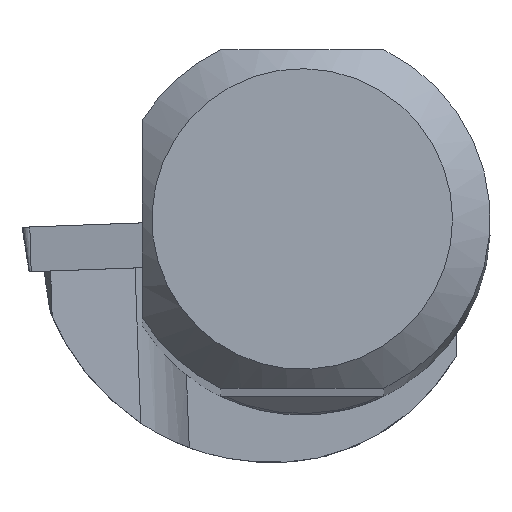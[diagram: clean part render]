
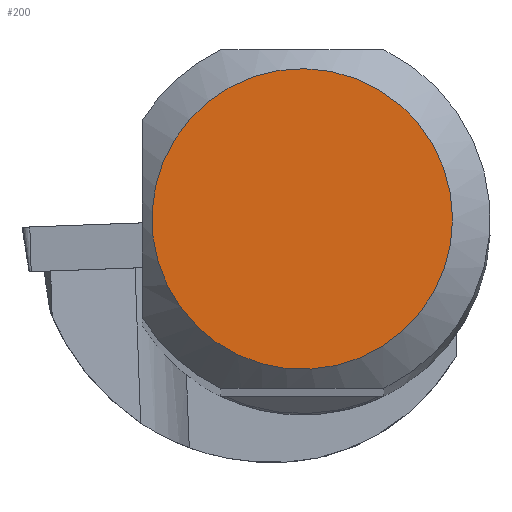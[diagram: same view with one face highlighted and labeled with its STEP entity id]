
A CAD part, top view. The second image highlights one B-rep face of the part: STEP entity #200.
In plain terms, the highlighted planar face has unit normal (0, 0, 1).
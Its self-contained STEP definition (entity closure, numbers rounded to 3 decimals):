
#156=FACE_OUTER_BOUND('',#400,.T.);
#200=ADVANCED_FACE('CU_SU_BP3',(#156),#233,.T.);
#233=PLANE('',#1044);
#400=EDGE_LOOP('',(#571));
#571=ORIENTED_EDGE('',*,*,#836,.T.);
#732=VERTEX_POINT('',#1768);
#836=EDGE_CURVE('',#732,#732,#883,.T.);
#883=CIRCLE('',#1043,7.991);
#1043=AXIS2_PLACEMENT_3D('',#1767,#1263,#1264);
#1044=AXIS2_PLACEMENT_3D('',#1769,#1265,#1266);
#1263=DIRECTION('',(0.,0.,1.));
#1264=DIRECTION('',(1.,0.,0.));
#1265=DIRECTION('',(0.,0.,1.));
#1266=DIRECTION('',(1.,0.,0.));
#1767=CARTESIAN_POINT('',(0.,0.,0.));
#1768=CARTESIAN_POINT('',(7.991,0.,0.));
#1769=CARTESIAN_POINT('',(0.,0.,
0.));
